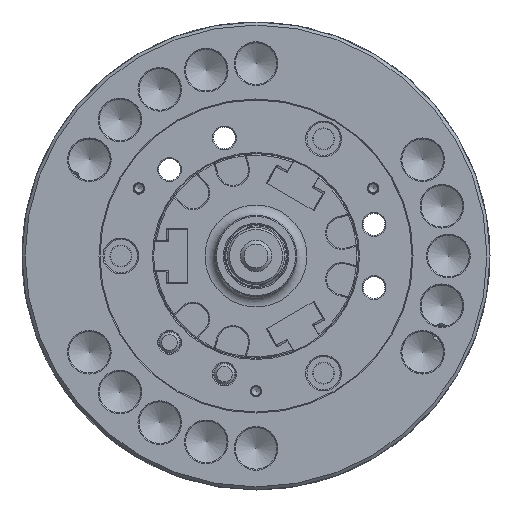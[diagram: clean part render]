
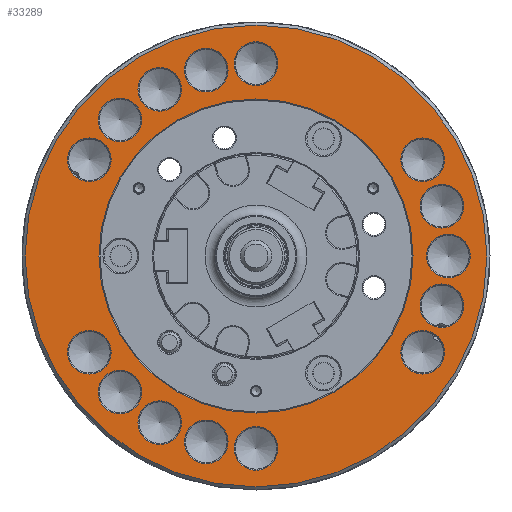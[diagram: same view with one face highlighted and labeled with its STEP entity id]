
A CAD part, left-side view. The second image highlights one B-rep face of the part: STEP entity #33289.
In plain terms, the highlighted planar face has unit normal (-1, 0, 0).
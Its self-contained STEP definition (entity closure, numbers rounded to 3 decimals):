
#8359=PLANE('',#35882);
#9805=CIRCLE('',#35881,151.);
#9806=CIRCLE('',#35883,222.);
#9807=CIRCLE('',#35884,21.);
#9808=CIRCLE('',#35885,21.);
#9809=CIRCLE('',#35886,21.);
#9810=CIRCLE('',#35887,21.);
#9811=CIRCLE('',#35888,21.);
#9812=CIRCLE('',#35889,21.);
#9813=CIRCLE('',#35890,21.);
#9814=CIRCLE('',#35891,21.);
#9815=CIRCLE('',#35892,21.);
#9816=CIRCLE('',#35893,21.);
#9817=CIRCLE('',#35894,21.);
#9818=CIRCLE('',#35895,21.);
#9819=CIRCLE('',#35896,21.);
#9820=CIRCLE('',#35897,21.);
#9821=CIRCLE('',#35898,21.);
#10410=ORIENTED_EDGE('',*,*,#20252,.T.);
#10411=ORIENTED_EDGE('',*,*,#20253,.F.);
#10412=ORIENTED_EDGE('',*,*,#20254,.F.);
#10413=ORIENTED_EDGE('',*,*,#20255,.F.);
#10414=ORIENTED_EDGE('',*,*,#20256,.F.);
#10415=ORIENTED_EDGE('',*,*,#20257,.T.);
#10416=ORIENTED_EDGE('',*,*,#20258,.T.);
#10417=ORIENTED_EDGE('',*,*,#20259,.T.);
#10418=ORIENTED_EDGE('',*,*,#20260,.T.);
#10419=ORIENTED_EDGE('',*,*,#20261,.T.);
#10420=ORIENTED_EDGE('',*,*,#20262,.F.);
#10421=ORIENTED_EDGE('',*,*,#20263,.F.);
#10422=ORIENTED_EDGE('',*,*,#20264,.F.);
#10423=ORIENTED_EDGE('',*,*,#20265,.F.);
#10424=ORIENTED_EDGE('',*,*,#20266,.T.);
#10425=ORIENTED_EDGE('',*,*,#20267,.T.);
#10426=ORIENTED_EDGE('',*,*,#20268,.T.);
#20252=EDGE_CURVE('',#25172,#25172,#9805,.T.);
#20253=EDGE_CURVE('',#25173,#25173,#9806,.T.);
#20254=EDGE_CURVE('',#25174,#25174,#9807,.F.);
#20255=EDGE_CURVE('',#25175,#25175,#9808,.F.);
#20256=EDGE_CURVE('',#25176,#25176,#9809,.F.);
#20257=EDGE_CURVE('',#25177,#25177,#9810,.F.);
#20258=EDGE_CURVE('',#25178,#25178,#9811,.F.);
#20259=EDGE_CURVE('',#25179,#25179,#9812,.F.);
#20260=EDGE_CURVE('',#25180,#25180,#9813,.F.);
#20261=EDGE_CURVE('',#25181,#25181,#9814,.F.);
#20262=EDGE_CURVE('',#25182,#25182,#9815,.F.);
#20263=EDGE_CURVE('',#25183,#25183,#9816,.F.);
#20264=EDGE_CURVE('',#25184,#25184,#9817,.F.);
#20265=EDGE_CURVE('',#25185,#25185,#9818,.F.);
#20266=EDGE_CURVE('',#25186,#25186,#9819,.F.);
#20267=EDGE_CURVE('',#25187,#25187,#9820,.F.);
#20268=EDGE_CURVE('',#25188,#25188,#9821,.F.);
#25172=VERTEX_POINT('',#47423);
#25173=VERTEX_POINT('',#47426);
#25174=VERTEX_POINT('',#47428);
#25175=VERTEX_POINT('',#47430);
#25176=VERTEX_POINT('',#47432);
#25177=VERTEX_POINT('',#47434);
#25178=VERTEX_POINT('',#47436);
#25179=VERTEX_POINT('',#47438);
#25180=VERTEX_POINT('',#47440);
#25181=VERTEX_POINT('',#47442);
#25182=VERTEX_POINT('',#47444);
#25183=VERTEX_POINT('',#47446);
#25184=VERTEX_POINT('',#47448);
#25185=VERTEX_POINT('',#47450);
#25186=VERTEX_POINT('',#47452);
#25187=VERTEX_POINT('',#47454);
#25188=VERTEX_POINT('',#47456);
#28842=EDGE_LOOP('',(#10410));
#28843=EDGE_LOOP('',(#10411));
#28844=EDGE_LOOP('',(#10412));
#28845=EDGE_LOOP('',(#10413));
#28846=EDGE_LOOP('',(#10414));
#28847=EDGE_LOOP('',(#10415));
#28848=EDGE_LOOP('',(#10416));
#28849=EDGE_LOOP('',(#10417));
#28850=EDGE_LOOP('',(#10418));
#28851=EDGE_LOOP('',(#10419));
#28852=EDGE_LOOP('',(#10420));
#28853=EDGE_LOOP('',(#10421));
#28854=EDGE_LOOP('',(#10422));
#28855=EDGE_LOOP('',(#10423));
#28856=EDGE_LOOP('',(#10424));
#28857=EDGE_LOOP('',(#10425));
#28858=EDGE_LOOP('',(#10426));
#30967=FACE_BOUND('',#28842,.T.);
#30968=FACE_BOUND('',#28843,.T.);
#30969=FACE_BOUND('',#28844,.T.);
#30970=FACE_BOUND('',#28845,.T.);
#30971=FACE_BOUND('',#28846,.T.);
#30972=FACE_BOUND('',#28847,.T.);
#30973=FACE_BOUND('',#28848,.T.);
#30974=FACE_BOUND('',#28849,.T.);
#30975=FACE_BOUND('',#28850,.T.);
#30976=FACE_BOUND('',#28851,.T.);
#30977=FACE_BOUND('',#28852,.T.);
#30978=FACE_BOUND('',#28853,.T.);
#30979=FACE_BOUND('',#28854,.T.);
#30980=FACE_BOUND('',#28855,.T.);
#30981=FACE_BOUND('',#28856,.T.);
#30982=FACE_BOUND('',#28857,.T.);
#30983=FACE_BOUND('',#28858,.T.);
#33289=ADVANCED_FACE('',(#30967,#30968,#30969,#30970,#30971,#30972,#30973,
#30974,#30975,#30976,#30977,#30978,#30979,#30980,#30981,#30982,#30983),
#8359,.T.);
#35881=AXIS2_PLACEMENT_3D('',#47422,#38437,#38438);
#35882=AXIS2_PLACEMENT_3D('',#47424,#38439,#38440);
#35883=AXIS2_PLACEMENT_3D('',#47425,#38441,#38442);
#35884=AXIS2_PLACEMENT_3D('',#47427,#38443,#38444);
#35885=AXIS2_PLACEMENT_3D('',#47429,#38445,#38446);
#35886=AXIS2_PLACEMENT_3D('',#47431,#38447,#38448);
#35887=AXIS2_PLACEMENT_3D('',#47433,#38449,#38450);
#35888=AXIS2_PLACEMENT_3D('',#47435,#38451,#38452);
#35889=AXIS2_PLACEMENT_3D('',#47437,#38453,#38454);
#35890=AXIS2_PLACEMENT_3D('',#47439,#38455,#38456);
#35891=AXIS2_PLACEMENT_3D('',#47441,#38457,#38458);
#35892=AXIS2_PLACEMENT_3D('',#47443,#38459,#38460);
#35893=AXIS2_PLACEMENT_3D('',#47445,#38461,#38462);
#35894=AXIS2_PLACEMENT_3D('',#47447,#38463,#38464);
#35895=AXIS2_PLACEMENT_3D('',#47449,#38465,#38466);
#35896=AXIS2_PLACEMENT_3D('',#47451,#38467,#38468);
#35897=AXIS2_PLACEMENT_3D('',#47453,#38469,#38470);
#35898=AXIS2_PLACEMENT_3D('',#47455,#38471,#38472);
#38437=DIRECTION('',(1.,0.,0.));
#38438=DIRECTION('',(0.,0.,-1.));
#38439=DIRECTION('',(-1.,0.,0.));
#38440=DIRECTION('',(0.,0.,1.));
#38441=DIRECTION('',(1.,0.,0.));
#38442=DIRECTION('',(0.,0.,-1.));
#38443=DIRECTION('',(1.,0.,0.));
#38444=DIRECTION('',(0.,0.866,0.5));
#38445=DIRECTION('',(1.,0.,0.));
#38446=DIRECTION('',(0.,0.866,0.5));
#38447=DIRECTION('',(1.,0.,0.));
#38448=DIRECTION('',(0.,0.866,0.5));
#38449=DIRECTION('',(-1.,0.,0.));
#38450=DIRECTION('',(0.,0.866,-0.5));
#38451=DIRECTION('',(-1.,0.,0.));
#38452=DIRECTION('',(0.,0.866,-0.5));
#38453=DIRECTION('',(-1.,0.,0.));
#38454=DIRECTION('',(0.,-0.866,-0.5));
#38455=DIRECTION('',(-1.,0.,0.));
#38456=DIRECTION('',(0.,-0.866,-0.5));
#38457=DIRECTION('',(-1.,0.,0.));
#38458=DIRECTION('',(0.,-0.866,-0.5));
#38459=DIRECTION('',(1.,0.,0.));
#38460=DIRECTION('',(0.,0.,-1.));
#38461=DIRECTION('',(1.,0.,0.));
#38462=DIRECTION('',(0.,0.,-1.));
#38463=DIRECTION('',(1.,0.,0.));
#38464=DIRECTION('',(0.,-0.866,0.5));
#38465=DIRECTION('',(1.,0.,0.));
#38466=DIRECTION('',(0.,-0.866,0.5));
#38467=DIRECTION('',(-1.,0.,0.));
#38468=DIRECTION('',(0.,0.,1.));
#38469=DIRECTION('',(-1.,0.,0.));
#38470=DIRECTION('',(0.,0.,1.));
#38471=DIRECTION('',(-1.,0.,0.));
#38472=DIRECTION('',(0.,0.,1.));
#47422=CARTESIAN_POINT('',(-114.,0.,0.));
#47423=CARTESIAN_POINT('',(-114.,0.,-151.));
#47424=CARTESIAN_POINT('',(-114.,111.,-192.258));
#47425=CARTESIAN_POINT('',(-114.,0.,0.));
#47426=CARTESIAN_POINT('',(-114.,0.,-222.));
#47427=CARTESIAN_POINT('',(-114.,-185.,0.));
#47428=CARTESIAN_POINT('',(-114.,-166.813,10.5));
#47429=CARTESIAN_POINT('',(-114.,-160.215,92.5));
#47430=CARTESIAN_POINT('',(-114.,-142.028,103.));
#47431=CARTESIAN_POINT('',(-114.,-178.696,47.882));
#47432=CARTESIAN_POINT('',(-114.,-160.51,58.382));
#47433=CARTESIAN_POINT('',(-114.,-160.215,-92.5));
#47434=CARTESIAN_POINT('',(-114.,-142.028,-103.));
#47435=CARTESIAN_POINT('',(-114.,-178.696,-47.882));
#47436=CARTESIAN_POINT('',(-114.,-160.51,-58.382));
#47437=CARTESIAN_POINT('',(-114.,92.5,160.215));
#47438=CARTESIAN_POINT('',(-114.,74.313,149.715));
#47439=CARTESIAN_POINT('',(-114.,0.,185.));
#47440=CARTESIAN_POINT('',(-114.,-18.187,174.5));
#47441=CARTESIAN_POINT('',(-114.,47.882,178.696));
#47442=CARTESIAN_POINT('',(-114.,29.695,168.196));
#47443=CARTESIAN_POINT('',(-114.,160.215,92.5));
#47444=CARTESIAN_POINT('',(-114.,160.215,71.5));
#47445=CARTESIAN_POINT('',(-114.,130.815,130.815));
#47446=CARTESIAN_POINT('',(-114.,130.815,109.815));
#47447=CARTESIAN_POINT('',(-114.,47.882,-178.696));
#47448=CARTESIAN_POINT('',(-114.,29.695,-168.196));
#47449=CARTESIAN_POINT('',(-114.,0.,-185.));
#47450=CARTESIAN_POINT('',(-114.,-18.187,-174.5));
#47451=CARTESIAN_POINT('',(-114.,130.815,-130.815));
#47452=CARTESIAN_POINT('',(-114.,130.815,-109.815));
#47453=CARTESIAN_POINT('',(-114.,160.215,-92.5));
#47454=CARTESIAN_POINT('',(-114.,160.215,-71.5));
#47455=CARTESIAN_POINT('',(-114.,92.5,-160.215));
#47456=CARTESIAN_POINT('',(-114.,92.5,-139.215));
